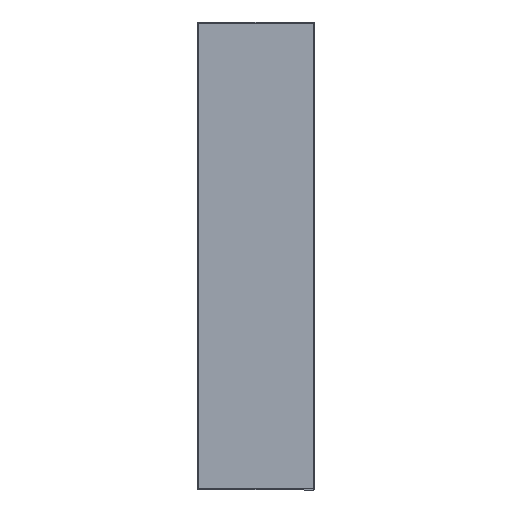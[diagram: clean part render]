
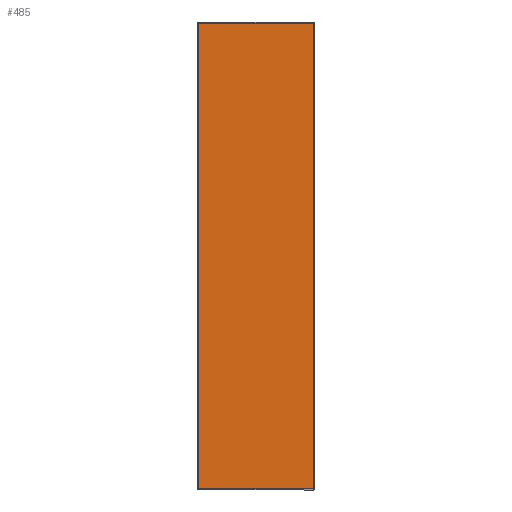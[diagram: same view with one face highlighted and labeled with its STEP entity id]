
A CAD part, left-side view. The second image highlights one B-rep face of the part: STEP entity #485.
In plain terms, the highlighted face is planar.
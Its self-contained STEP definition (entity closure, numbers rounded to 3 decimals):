
#485 = ADVANCED_FACE ( 'NONE', ( #2909 ), #1487, .T. ) ;
#874 = CARTESIAN_POINT ( 'NONE',  ( 0., 0., 0. ) ) ;
#1487 = PLANE ( 'NONE',  #5439 ) ;
#1614 = VECTOR ( 'NONE', #3804, 1000. ) ;
#1678 = EDGE_CURVE ( 'NONE', #3455, #7408, #2280, .T. ) ;
#2280 = LINE ( 'NONE', #2321, #4519 ) ;
#2312 = EDGE_CURVE ( 'NONE', #7322, #3455, #4270, .T. ) ;
#2321 = CARTESIAN_POINT ( 'NONE',  ( -395., 0., 100. ) ) ;
#2354 = CARTESIAN_POINT ( 'NONE',  ( 395., 0., 100. ) ) ;
#2514 = CARTESIAN_POINT ( 'NONE',  ( -395., 0., 98. ) ) ;
#2909 = FACE_OUTER_BOUND ( 'NONE', #6352, .T. ) ;
#3183 = DIRECTION ( 'NONE',  ( 0., 0., 1. ) ) ;
#3243 = VECTOR ( 'NONE', #6492, 1000. ) ;
#3258 = EDGE_CURVE ( 'NONE', #7408, #5385, #4442, .T. ) ;
#3455 = VERTEX_POINT ( 'NONE', #7141 ) ;
#3524 = DIRECTION ( 'NONE',  ( 0., 1., 0. ) ) ;
#3565 = DIRECTION ( 'NONE',  ( -1., 0., 0. ) ) ;
#3711 = LINE ( 'NONE', #2354, #1614 ) ;
#3804 = DIRECTION ( 'NONE',  ( 0., 0., -1. ) ) ;
#3842 = CARTESIAN_POINT ( 'NONE',  ( 395., 0., 98. ) ) ;
#4270 = LINE ( 'NONE', #6934, #8138 ) ;
#4442 = LINE ( 'NONE', #7063, #3243 ) ;
#4519 = VECTOR ( 'NONE', #6346, 1000. ) ;
#4845 = EDGE_CURVE ( 'NONE', #5385, #7322, #3711, .T. ) ;
#4875 = ORIENTED_EDGE ( 'NONE', *, *, #3258, .T. ) ;
#5385 = VERTEX_POINT ( 'NONE', #3842 ) ;
#5439 = AXIS2_PLACEMENT_3D ( 'NONE', #874, #3524, #3183 ) ;
#5695 = ORIENTED_EDGE ( 'NONE', *, *, #4845, .T. ) ;
#6204 = ORIENTED_EDGE ( 'NONE', *, *, #1678, .T. ) ;
#6346 = DIRECTION ( 'NONE',  ( 0., 0., 1. ) ) ;
#6352 = EDGE_LOOP ( 'NONE', ( #5695, #7324, #6204, #4875 ) ) ;
#6492 = DIRECTION ( 'NONE',  ( 1., 0., 0. ) ) ;
#6934 = CARTESIAN_POINT ( 'NONE',  ( -395., 0., -98. ) ) ;
#7063 = CARTESIAN_POINT ( 'NONE',  ( 395., 0., 98. ) ) ;
#7141 = CARTESIAN_POINT ( 'NONE',  ( -395., 0., -98. ) ) ;
#7322 = VERTEX_POINT ( 'NONE', #7776 ) ;
#7324 = ORIENTED_EDGE ( 'NONE', *, *, #2312, .T. ) ;
#7408 = VERTEX_POINT ( 'NONE', #2514 ) ;
#7776 = CARTESIAN_POINT ( 'NONE',  ( 395., 0., -98. ) ) ;
#8138 = VECTOR ( 'NONE', #3565, 1000. ) ;
